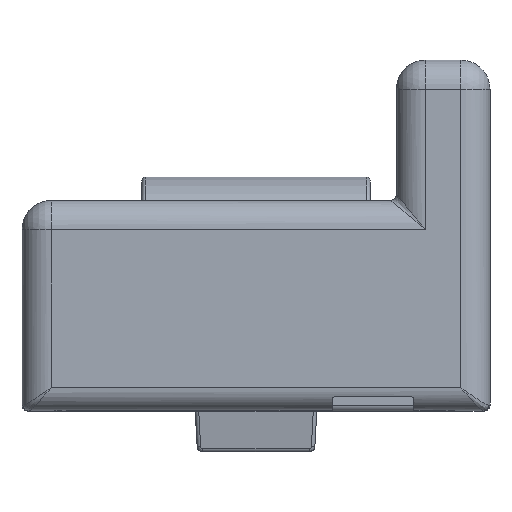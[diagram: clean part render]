
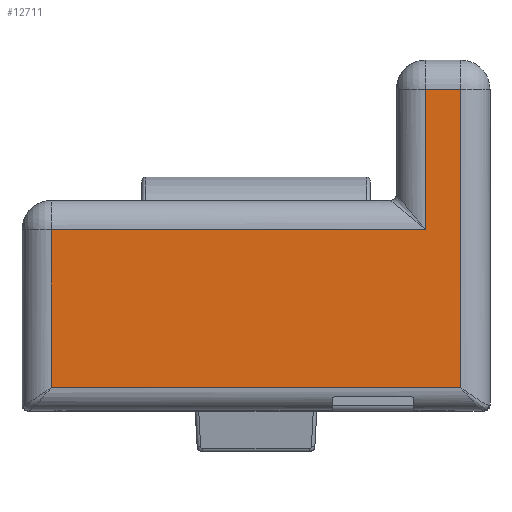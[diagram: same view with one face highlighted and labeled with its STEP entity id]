
A CAD part, left-side view. The second image highlights one B-rep face of the part: STEP entity #12711.
In plain terms, the highlighted face is planar.
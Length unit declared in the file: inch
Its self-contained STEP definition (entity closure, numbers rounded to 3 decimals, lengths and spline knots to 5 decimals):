
#1313=FACE_OUTER_BOUND('',#2000,.T.);
#2000=EDGE_LOOP('',(#10940,#10941,#10942,#10943,#10944,#10945));
#3619=LINE('',#21106,#4843);
#3620=LINE('',#21108,#4844);
#3621=LINE('',#21110,#4845);
#3622=LINE('',#21112,#4846);
#3623=LINE('',#21114,#4847);
#3624=LINE('',#21115,#4848);
#4843=VECTOR('',#16731,1.37795);
#4844=VECTOR('',#16732,1.00394);
#4845=VECTOR('',#16733,0.11811);
#4846=VECTOR('',#16734,0.47244);
#4847=VECTOR('',#16735,1.25984);
#4848=VECTOR('',#16736,0.5315);
#6084=VERTEX_POINT('',#21104);
#6085=VERTEX_POINT('',#21105);
#6086=VERTEX_POINT('',#21107);
#6087=VERTEX_POINT('',#21109);
#6088=VERTEX_POINT('',#21111);
#6089=VERTEX_POINT('',#21113);
#7750=EDGE_CURVE('',#6084,#6085,#3619,.T.);
#7751=EDGE_CURVE('',#6084,#6086,#3620,.T.);
#7752=EDGE_CURVE('',#6086,#6087,#3621,.T.);
#7753=EDGE_CURVE('',#6087,#6088,#3622,.T.);
#7754=EDGE_CURVE('',#6088,#6089,#3623,.T.);
#7755=EDGE_CURVE('',#6089,#6085,#3624,.T.);
#10940=ORIENTED_EDGE('',*,*,#7750,.F.);
#10941=ORIENTED_EDGE('',*,*,#7751,.T.);
#10942=ORIENTED_EDGE('',*,*,#7752,.T.);
#10943=ORIENTED_EDGE('',*,*,#7753,.T.);
#10944=ORIENTED_EDGE('',*,*,#7754,.T.);
#10945=ORIENTED_EDGE('',*,*,#7755,.T.);
#12113=PLANE('',#13778);
#12711=ADVANCED_FACE('',(#1313),#12113,.F.);
#13778=AXIS2_PLACEMENT_3D('',#21103,#16729,#16730);
#16729=DIRECTION('center_axis',(-1.,0.,0.));
#16730=DIRECTION('ref_axis',(0.,-1.,0.));
#16731=DIRECTION('',(0.,-1.,0.));
#16732=DIRECTION('',(0.,0.,1.));
#16733=DIRECTION('',(0.,-1.,0.));
#16734=DIRECTION('',(0.,0.,-1.));
#16735=DIRECTION('',(0.,-1.,0.));
#16736=DIRECTION('',(0.,0.,-1.));
#21103=CARTESIAN_POINT('Origin',(1.5748,-0.7874,0.62992));
#21104=CARTESIAN_POINT('',(1.5748,0.68898,0.));
#21105=CARTESIAN_POINT('',(1.5748,-0.68898,0.));
#21106=CARTESIAN_POINT('',(1.5748,0.7874,0.));
#21107=CARTESIAN_POINT('',(1.5748,0.68898,1.00394));
#21108=CARTESIAN_POINT('',(1.5748,0.68898,0.62992));
#21109=CARTESIAN_POINT('',(1.5748,0.57087,1.00394));
#21110=CARTESIAN_POINT('',(1.5748,-0.7874,1.00394));
#21111=CARTESIAN_POINT('',(1.5748,0.57087,0.5315));
#21112=CARTESIAN_POINT('',(1.5748,0.57087,0.62992));
#21113=CARTESIAN_POINT('',(1.5748,-0.68898,0.5315));
#21114=CARTESIAN_POINT('',(1.5748,-0.7874,0.5315));
#21115=CARTESIAN_POINT('',(1.5748,-0.68898,0.62992));
